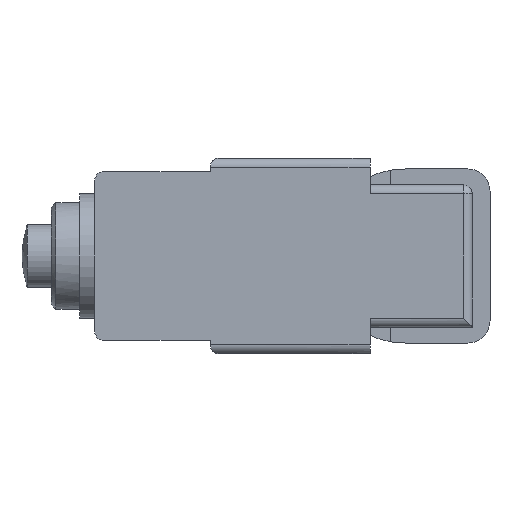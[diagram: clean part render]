
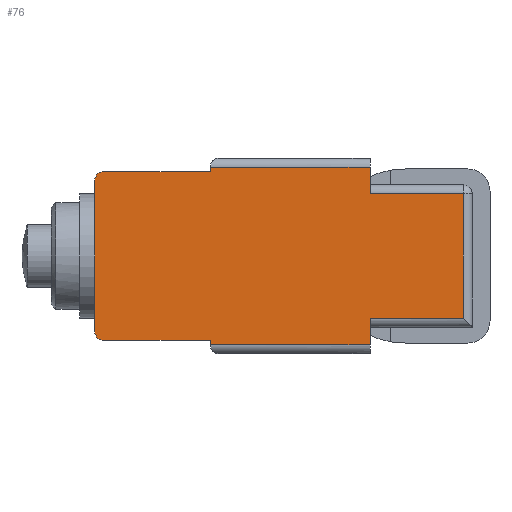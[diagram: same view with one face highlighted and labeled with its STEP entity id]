
A CAD part, left-side view. The second image highlights one B-rep face of the part: STEP entity #76.
In plain terms, the highlighted planar face has unit normal (-1, 0, 0).
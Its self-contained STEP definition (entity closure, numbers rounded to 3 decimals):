
#76=ADVANCED_FACE('',(#313),#315,.T.);
#313=FACE_BOUND('',#314,.T.);
#314=EDGE_LOOP('',(#631,#632,#633,#634,#635,#636,#637,#638,#639,#640,#641,#642,#643,
#644));
#315=PLANE('',#316);
#316=AXIS2_PLACEMENT_3D('',#317,#318,#319);
#317=CARTESIAN_POINT('',(-27.25,24.,-11.));
#318=DIRECTION('',(-1.,0.,0.));
#319=DIRECTION('',(0.,-1.,0.));
#631=ORIENTED_EDGE('',*,*,#805,.T.);
#632=ORIENTED_EDGE('',*,*,#806,.F.);
#633=ORIENTED_EDGE('',*,*,#807,.T.);
#634=ORIENTED_EDGE('',*,*,#808,.F.);
#635=ORIENTED_EDGE('',*,*,#809,.T.);
#636=ORIENTED_EDGE('',*,*,#810,.T.);
#637=ORIENTED_EDGE('',*,*,#811,.F.);
#638=ORIENTED_EDGE('',*,*,#812,.F.);
#639=ORIENTED_EDGE('',*,*,#752,.T.);
#640=ORIENTED_EDGE('',*,*,#813,.T.);
#641=ORIENTED_EDGE('',*,*,#804,.F.);
#642=ORIENTED_EDGE('',*,*,#814,.T.);
#643=ORIENTED_EDGE('',*,*,#736,.T.);
#644=ORIENTED_EDGE('',*,*,#815,.F.);
#736=EDGE_CURVE('',#867,#865,#868,.T.);
#752=EDGE_CURVE('',#898,#896,#899,.T.);
#804=EDGE_CURVE('',#981,#979,#983,.T.);
#805=EDGE_CURVE('',#984,#985,#986,.T.);
#806=EDGE_CURVE('',#987,#985,#988,.T.);
#807=EDGE_CURVE('',#987,#989,#990,.T.);
#808=EDGE_CURVE('',#991,#989,#992,.T.);
#809=EDGE_CURVE('',#991,#993,#994,.T.);
#810=EDGE_CURVE('',#993,#995,#996,.T.);
#811=EDGE_CURVE('',#997,#995,#998,.T.);
#812=EDGE_CURVE('',#898,#997,#999,.T.);
#813=EDGE_CURVE('',#896,#979,#1000,.T.);
#814=EDGE_CURVE('',#981,#867,#1001,.T.);
#815=EDGE_CURVE('',#984,#865,#1002,.T.);
#865=VERTEX_POINT('',#1096);
#867=VERTEX_POINT('',#1101);
#868=LINE('',#1102,#1103);
#896=VERTEX_POINT('',#1164);
#898=VERTEX_POINT('',#1169);
#899=LINE('',#1170,#1171);
#979=VERTEX_POINT('',#1467);
#981=VERTEX_POINT('',#1472);
#983=LINE('',#1477,#1478);
#984=VERTEX_POINT('',#1480);
#985=VERTEX_POINT('',#1481);
#986=LINE('',#1482,#1483);
#987=VERTEX_POINT('',#1485);
#988=LINE('',#1486,#1487);
#989=VERTEX_POINT('',#1489);
#990=CIRCLE('',#1490,1.);
#991=VERTEX_POINT('',#1494);
#992=LINE('',#1495,#1496);
#993=VERTEX_POINT('',#1498);
#994=CIRCLE('',#1499,1.);
#995=VERTEX_POINT('',#1503);
#996=LINE('',#1504,#1505);
#997=VERTEX_POINT('',#1507);
#998=LINE('',#1508,#1509);
#999=LINE('',#1511,#1512);
#1000=LINE('',#1514,#1515);
#1001=LINE('',#1517,#1518);
#1002=LINE('',#1520,#1521);
#1096=CARTESIAN_POINT('',(-27.25,-7.,10.));
#1101=CARTESIAN_POINT('',(-27.25,-7.,7.));
#1102=CARTESIAN_POINT('',(-27.25,-7.,7.));
#1103=VECTOR('',#1104,1.);
#1104=DIRECTION('',(0.,0.,1.));
#1164=CARTESIAN_POINT('',(-27.25,-7.,-7.));
#1169=CARTESIAN_POINT('',(-27.25,-7.,-10.));
#1170=CARTESIAN_POINT('',(-27.25,-7.,-10.));
#1171=VECTOR('',#1172,1.);
#1172=DIRECTION('',(0.,0.,1.));
#1467=CARTESIAN_POINT('',(-27.25,-17.5,-7.));
#1472=CARTESIAN_POINT('',(-27.25,-17.5,7.));
#1477=CARTESIAN_POINT('',(-27.25,-17.5,7.));
#1478=VECTOR('',#1479,1.);
#1479=DIRECTION('',(0.,0.,-1.));
#1480=CARTESIAN_POINT('',(-27.25,11.,10.));
#1481=CARTESIAN_POINT('',(-27.25,11.,9.5));
#1482=CARTESIAN_POINT('',(-27.25,11.,10.));
#1483=VECTOR('',#1484,1.);
#1484=DIRECTION('',(0.,0.,-1.));
#1485=CARTESIAN_POINT('',(-27.25,23.,9.5));
#1486=CARTESIAN_POINT('',(-27.25,23.,9.5));
#1487=VECTOR('',#1488,1.);
#1488=DIRECTION('',(0.,-1.,0.));
#1489=CARTESIAN_POINT('',(-27.25,24.,8.5));
#1490=AXIS2_PLACEMENT_3D('',#1491,#1492,#1493);
#1491=CARTESIAN_POINT('',(-27.25,23.,8.5));
#1492=DIRECTION('',(-1.,0.,0.));
#1493=DIRECTION('',(0.,0.,1.));
#1494=CARTESIAN_POINT('',(-27.25,24.,-8.5));
#1495=CARTESIAN_POINT('',(-27.25,24.,-8.5));
#1496=VECTOR('',#1497,1.);
#1497=DIRECTION('',(0.,0.,1.));
#1498=CARTESIAN_POINT('',(-27.25,23.,-9.5));
#1499=AXIS2_PLACEMENT_3D('',#1500,#1501,#1502);
#1500=CARTESIAN_POINT('',(-27.25,23.,-8.5));
#1501=DIRECTION('',(-1.,0.,0.));
#1502=DIRECTION('',(0.,1.,0.));
#1503=CARTESIAN_POINT('',(-27.25,11.,-9.5));
#1504=CARTESIAN_POINT('',(-27.25,23.,-9.5));
#1505=VECTOR('',#1506,1.);
#1506=DIRECTION('',(0.,-1.,0.));
#1507=CARTESIAN_POINT('',(-27.25,11.,-10.));
#1508=CARTESIAN_POINT('',(-27.25,11.,-10.));
#1509=VECTOR('',#1510,1.);
#1510=DIRECTION('',(0.,0.,1.));
#1511=CARTESIAN_POINT('',(-27.25,-7.,-10.));
#1512=VECTOR('',#1513,1.);
#1513=DIRECTION('',(0.,1.,0.));
#1514=CARTESIAN_POINT('',(-27.25,-7.,-7.));
#1515=VECTOR('',#1516,1.);
#1516=DIRECTION('',(0.,-1.,0.));
#1517=CARTESIAN_POINT('',(-27.25,-17.5,7.));
#1518=VECTOR('',#1519,1.);
#1519=DIRECTION('',(0.,1.,0.));
#1520=CARTESIAN_POINT('',(-27.25,11.,10.));
#1521=VECTOR('',#1522,1.);
#1522=DIRECTION('',(0.,-1.,0.));
